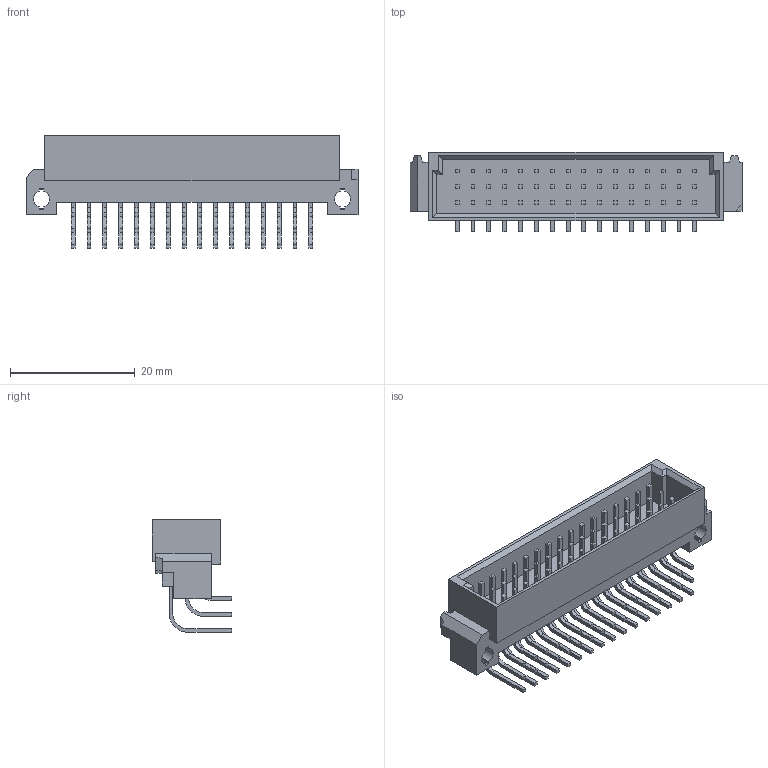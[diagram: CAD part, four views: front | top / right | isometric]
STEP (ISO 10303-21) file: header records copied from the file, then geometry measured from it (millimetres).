
FILE_DESCRIPTION((''),'2;1');
FILE_NAME('C-5650948-5','2012-06-14T',('workeradm'),('Tyco Electronics Ltd.'),'PRO/ENGINEER BY PARAMETRIC TECHNOLOGY CORPORATION, 2010430','PRO/ENGINEER BY PARAMETRIC TECHNOLOGY CORPORATION, 2010430','');
FILE_SCHEMA(('AUTOMOTIVE_DESIGN { 1 0 10303 214 1 1 1 1 }'));
Length unit declared in the file: millimetre
Products named in the file (1): C-5650948-5
Bounding box: 53.21 x 12.75 x 18.02 mm (x, y, z)
Volume: 3100 mm3; surface area: 5080.3 mm2
Topology: 1 solids, 1 shells, 1132 faces, 3020 edges, 2010 vertices
Faces by surface type: plane 1029, cylinder 101, extrusion 2
Entity records: 34959 total; most frequent: CARTESIAN_POINT 6204, ORIENTED_EDGE 6040, DIRECTION 5480, EDGE_CURVE 3020, VECTOR 2816, LINE 2814, VERTEX_POINT 2010, AXIS2_PLACEMENT_3D 1332
